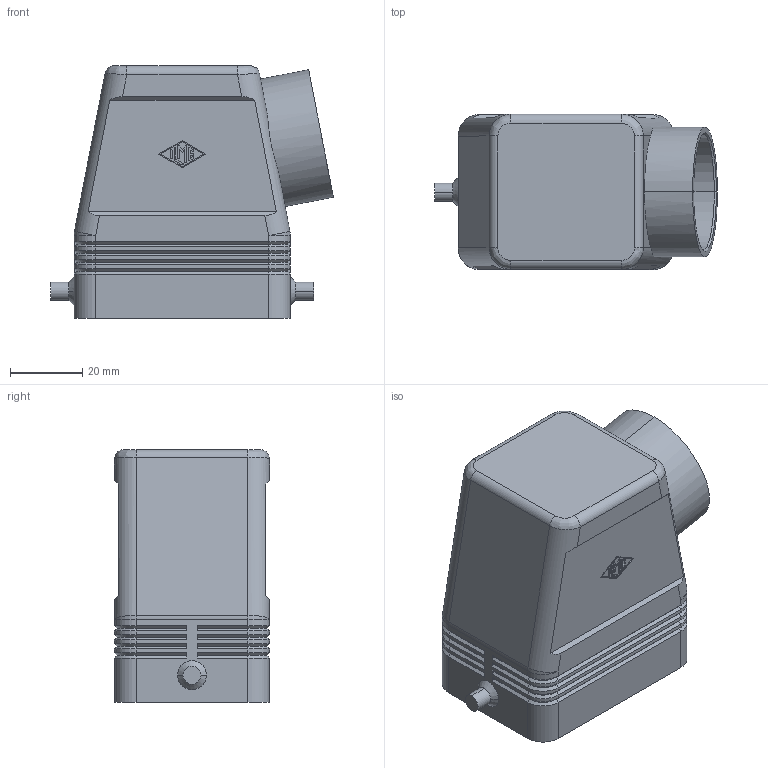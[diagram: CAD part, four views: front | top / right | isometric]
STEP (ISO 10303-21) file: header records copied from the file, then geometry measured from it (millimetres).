
FILE_DESCRIPTION(('Creo Elements/Direct Modeling STEP Export'),'2;1');
FILE_NAME('0ln7uvk49b7mu9j2268','2017-02-22T15:27:50',(''),(''),'PTC Creo Elements/Direct Modeling STEP processor for AP214 (Solid Model)','PTC Creo Elements/Direct Modeling 19.0E 27-Jun-2016 (C) Parametric Technology GmbH','');
FILE_SCHEMA(('AUTOMOTIVE_DESIGN { 1 0 10303 214 1 1 1 1 }'));
Length unit declared in the file: millimetre
Products named in the file (1): MAOE_06_L32
Bounding box: 78.45 x 43 x 70 mm (x, y, z)
Volume: 56049.7 mm3; surface area: 30478.5 mm2
Topology: 1 solids, 1 shells, 336 faces, 803 edges, 478 vertices
Faces by surface type: plane 181, cylinder 99, cone 46, bspline 4, sphere 4, torus 2
Entity records: 12681 total; most frequent: CARTESIAN_POINT 2276, DIRECTION 1607, ORIENTED_EDGE 1590, EDGE_CURVE 795, VECTOR 557, LINE 557, AXIS2_PLACEMENT_3D 525, VERTEX_POINT 478
